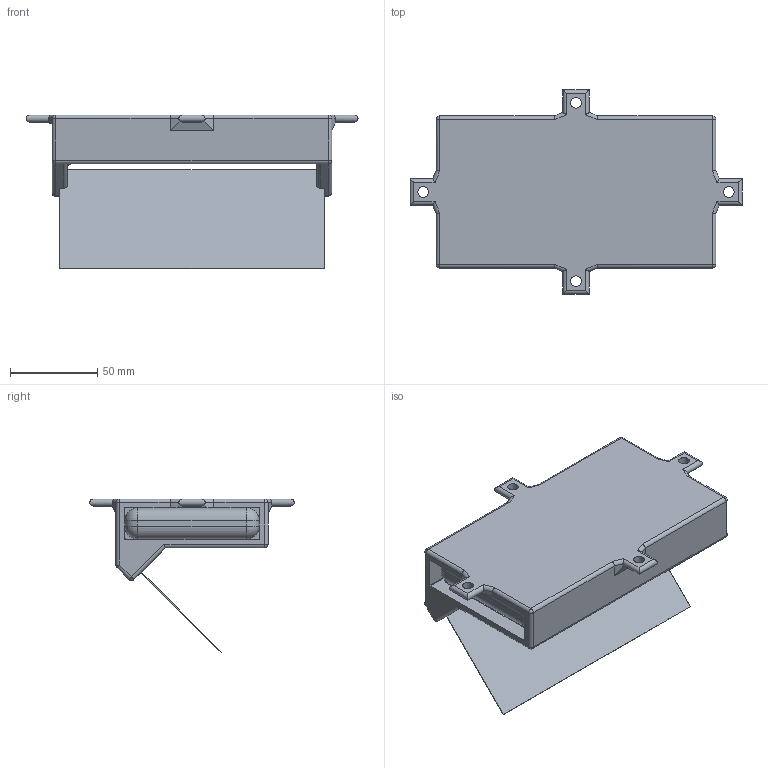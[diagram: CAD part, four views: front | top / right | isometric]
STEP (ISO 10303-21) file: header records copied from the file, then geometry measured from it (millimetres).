
FILE_DESCRIPTION(/* description */ ('STEP AP242','CAx-IF Rec.Pracs.---Representation and Presentation of Product Manufacturing Information (PMI)---4.0---2014-10-13','CAx-IF Rec.Pracs.---3D Tessellated Geometry---0.4---2014-09-14','2;1','CAx-IF Rec.Pracs.---User Defined Attributes---1.5---2016-08-15'),/* implementation_level */ '2;1');
FILE_NAME(/* name */ '69117031fe7647044eeded9c',/* time_stamp */ '2025-11-10T04:55:14Z',/* author */ (''),/* organization */ (''),/* preprocessor_version */ 'ST-DEVELOPER v20',/* originating_system */ 'ONSHAPE BY PTC INC, 1.206',/* authorisation */ ' ');
FILE_SCHEMA (('AP242_MANAGED_MODEL_BASED_3D_ENGINEERING_MIM_LF { 1 0 10303 442 1 1 4 }'));
Length unit declared in the file: metre
Products named in the file (3): Part 2; Part 1; Part 3
Bounding box: 190 x 117 x 88.1 mm (x, y, z)
Volume: 336346.1 mm3; surface area: 108780.4 mm2
Topology: 3 solids, 3 shells, 159 faces, 398 edges, 224 vertices
Faces by surface type: cylinder 73, plane 62, sphere 22, torus 2
Full cylindrical faces by diameter (mm): 6.1 x4
Entity records: 4574 total; most frequent: DIRECTION 827, CARTESIAN_POINT 763, ORIENTED_EDGE 744, EDGE_CURVE 372, AXIS2_PLACEMENT_3D 295, LINE 237, VECTOR 237, VERTEX_POINT 222
